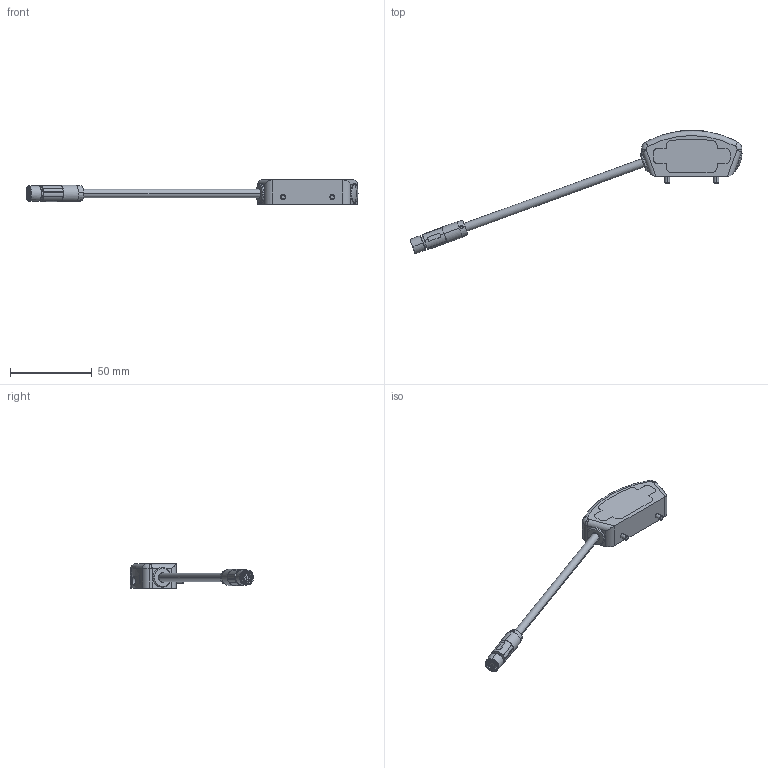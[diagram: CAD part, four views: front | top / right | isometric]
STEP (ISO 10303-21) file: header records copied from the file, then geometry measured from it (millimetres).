
FILE_DESCRIPTION (( 'STEP AP214' ), '1' );
FILE_NAME ('P1180-1,5.STEP', '2026-03-26T11:38:10', ( '' ), ( '' ), 'SwSTEP 2.0', 'SolidWorks 2024', '' );
FILE_SCHEMA (( 'AUTOMOTIVE_DESIGN' ));
Length unit declared in the file: millimetre
Products named in the file (1): P1180-1,5
Bounding box: 202.91 x 75.4 x 14.8 mm (x, y, z)
Volume: 24719.6 mm3; surface area: 17077 mm2
Topology: 23 solids, 23 shells, 609 faces, 1448 edges, 922 vertices
Faces by surface type: cylinder 260, plane 204, cone 60, bspline 58, torus 27
Entity records: 32970 total; most frequent: CARTESIAN_POINT 11995, DIRECTION 2921, ORIENTED_EDGE 2884, EDGE_CURVE 1442, AXIS2_PLACEMENT_3D 1164, VERTEX_POINT 922, EDGE_LOOP 692, UNCERTAINTY_MEASURE_WITH_UNIT 633
